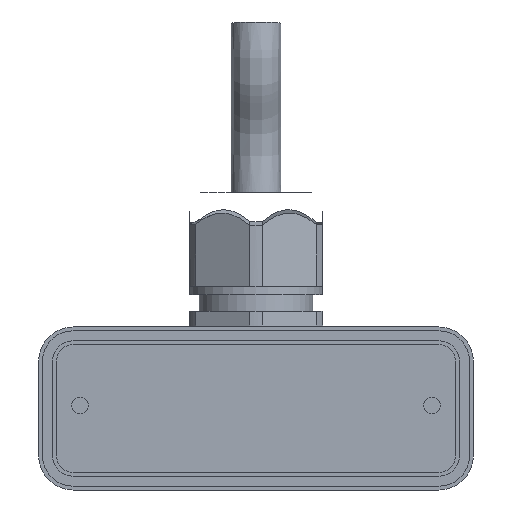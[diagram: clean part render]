
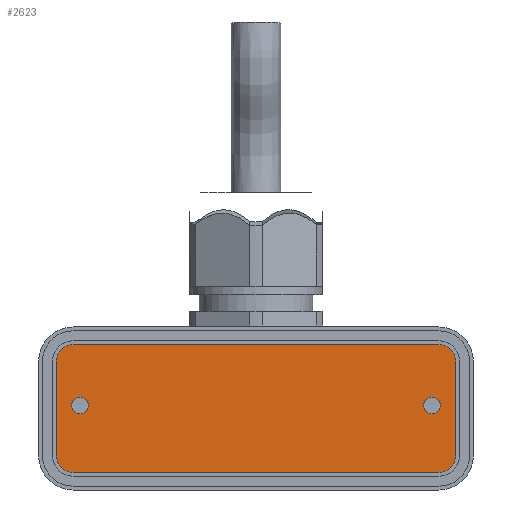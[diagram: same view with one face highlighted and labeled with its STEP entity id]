
A CAD part, front view. The second image highlights one B-rep face of the part: STEP entity #2623.
In plain terms, the highlighted planar face has unit normal (0, -1, 0).
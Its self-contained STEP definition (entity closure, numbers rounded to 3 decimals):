
#37=FACE_BOUND('',#359,.T.);
#38=FACE_BOUND('',#360,.T.);
#105=PLANE('',#2843);
#195=FACE_OUTER_BOUND('',#358,.T.);
#358=EDGE_LOOP('',(#1933,#1934,#1935,#1936,#1937,#1938,#1939,#1940));
#359=EDGE_LOOP('',(#1941));
#360=EDGE_LOOP('',(#1942));
#533=LINE('',#4406,#751);
#537=LINE('',#4418,#755);
#541=LINE('',#4430,#759);
#545=LINE('',#4441,#763);
#751=VECTOR('',#3280,10.);
#755=VECTOR('',#3292,10.);
#759=VECTOR('',#3304,10.);
#763=VECTOR('',#3316,10.);
#912=CIRCLE('',#2756,1.5);
#914=CIRCLE('',#2760,1.5);
#944=CIRCLE('',#2828,3.);
#946=CIRCLE('',#2832,3.);
#948=CIRCLE('',#2836,3.);
#950=CIRCLE('',#2840,3.);
#1061=VERTEX_POINT('',#3914);
#1063=VERTEX_POINT('',#3921);
#1129=VERTEX_POINT('',#4396);
#1130=VERTEX_POINT('',#4397);
#1133=VERTEX_POINT('',#4405);
#1135=VERTEX_POINT('',#4411);
#1137=VERTEX_POINT('',#4417);
#1139=VERTEX_POINT('',#4423);
#1141=VERTEX_POINT('',#4429);
#1143=VERTEX_POINT('',#4435);
#1311=EDGE_CURVE('',#1061,#1061,#912,.T.);
#1314=EDGE_CURVE('',#1063,#1063,#914,.T.);
#1413=EDGE_CURVE('',#1129,#1130,#944,.T.);
#1417=EDGE_CURVE('',#1130,#1133,#533,.T.);
#1420=EDGE_CURVE('',#1133,#1135,#946,.T.);
#1423=EDGE_CURVE('',#1135,#1137,#537,.T.);
#1426=EDGE_CURVE('',#1137,#1139,#948,.T.);
#1429=EDGE_CURVE('',#1139,#1141,#541,.T.);
#1432=EDGE_CURVE('',#1141,#1143,#950,.T.);
#1435=EDGE_CURVE('',#1143,#1129,#545,.T.);
#1933=ORIENTED_EDGE('',*,*,#1413,.T.);
#1934=ORIENTED_EDGE('',*,*,#1417,.T.);
#1935=ORIENTED_EDGE('',*,*,#1420,.T.);
#1936=ORIENTED_EDGE('',*,*,#1423,.T.);
#1937=ORIENTED_EDGE('',*,*,#1426,.T.);
#1938=ORIENTED_EDGE('',*,*,#1429,.T.);
#1939=ORIENTED_EDGE('',*,*,#1432,.T.);
#1940=ORIENTED_EDGE('',*,*,#1435,.T.);
#1941=ORIENTED_EDGE('',*,*,#1311,.T.);
#1942=ORIENTED_EDGE('',*,*,#1314,.T.);
#2623=ADVANCED_FACE('',(#195,#37,#38),#105,.F.);
#2756=AXIS2_PLACEMENT_3D('',#3916,#3073,#3074);
#2760=AXIS2_PLACEMENT_3D('',#3923,#3082,#3083);
#2828=AXIS2_PLACEMENT_3D('',#4398,#3272,#3273);
#2832=AXIS2_PLACEMENT_3D('',#4412,#3285,#3286);
#2836=AXIS2_PLACEMENT_3D('',#4424,#3297,#3298);
#2840=AXIS2_PLACEMENT_3D('',#4436,#3309,#3310);
#2843=AXIS2_PLACEMENT_3D('',#4443,#3318,#3319);
#3073=DIRECTION('center_axis',(0.,1.,0.));
#3074=DIRECTION('ref_axis',(-1.,0.,0.));
#3082=DIRECTION('center_axis',(0.,1.,0.));
#3083=DIRECTION('ref_axis',(-1.,0.,0.));
#3272=DIRECTION('center_axis',(0.,-1.,0.));
#3273=DIRECTION('ref_axis',(1.,0.,0.));
#3280=DIRECTION('',(1.,0.,0.));
#3285=DIRECTION('center_axis',(0.,-1.,0.));
#3286=DIRECTION('ref_axis',(0.,0.,1.));
#3292=DIRECTION('',(0.,0.,1.));
#3297=DIRECTION('center_axis',(0.,-1.,0.));
#3298=DIRECTION('ref_axis',(-1.,0.,0.));
#3304=DIRECTION('',(-1.,0.,0.));
#3309=DIRECTION('center_axis',(0.,-1.,0.));
#3310=DIRECTION('ref_axis',(0.,0.,
-1.));
#3316=DIRECTION('',(0.,0.,-1.));
#3318=DIRECTION('center_axis',(0.,1.,0.));
#3319=DIRECTION('ref_axis',(0.,0.,1.));
#3914=CARTESIAN_POINT('',(210.052,194.023,13.549));
#3916=CARTESIAN_POINT('Origin',(208.552,194.023,13.549));
#3921=CARTESIAN_POINT('',(273.552,194.023,13.549));
#3923=CARTESIAN_POINT('Origin',(272.052,194.023,13.549));
#4396=CARTESIAN_POINT('',(204.302,194.023,4.5));
#4397=CARTESIAN_POINT('',(207.302,194.023,1.5));
#4398=CARTESIAN_POINT('Origin',(207.302,194.023,4.5));
#4405=CARTESIAN_POINT('',(273.302,194.023,1.5));
#4406=CARTESIAN_POINT('',(273.302,194.023,1.5));
#4411=CARTESIAN_POINT('',(276.302,194.023,4.5));
#4412=CARTESIAN_POINT('Origin',(273.302,194.023,4.5));
#4417=CARTESIAN_POINT('',(276.302,194.023,21.5));
#4418=CARTESIAN_POINT('',(276.302,194.023,21.5));
#4423=CARTESIAN_POINT('',(273.302,194.023,24.5));
#4424=CARTESIAN_POINT('Origin',(273.302,194.023,21.5));
#4429=CARTESIAN_POINT('',(207.302,194.023,24.5));
#4430=CARTESIAN_POINT('',(207.302,194.023,24.5));
#4435=CARTESIAN_POINT('',(204.302,194.023,21.5));
#4436=CARTESIAN_POINT('Origin',(207.302,194.023,21.5));
#4441=CARTESIAN_POINT('',(204.302,194.023,4.5));
#4443=CARTESIAN_POINT('Origin',(240.302,194.023,13.));
